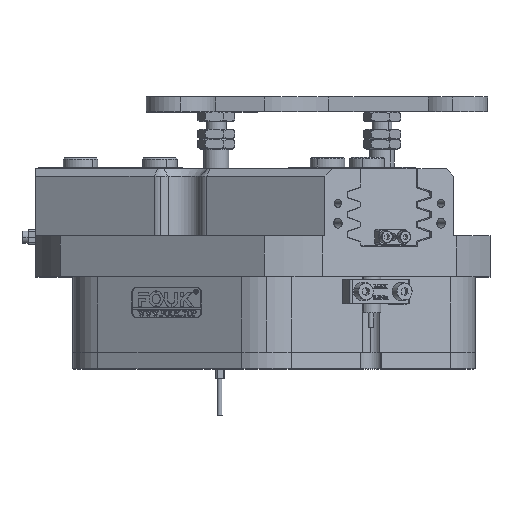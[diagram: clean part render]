
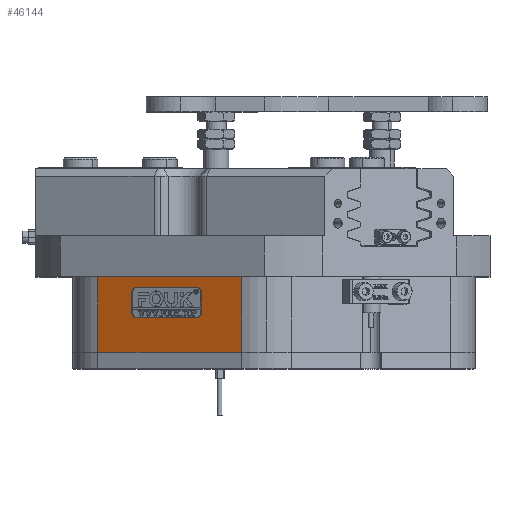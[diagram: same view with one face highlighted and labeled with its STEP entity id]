
A CAD part, top view. The second image highlights one B-rep face of the part: STEP entity #46144.
In plain terms, the highlighted planar face has unit normal (-0.5, 0, 0.866).
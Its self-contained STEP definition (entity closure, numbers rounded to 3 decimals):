
#1736 = CARTESIAN_POINT ( 'NONE',  ( 82., 74., 142.028 ) ) ;
#1825 = DIRECTION ( 'NONE',  ( -0.866, 0., -0.5 ) ) ;
#1988 = EDGE_CURVE ( 'NONE', #21944, #41898, #20124, .T. ) ;
#3025 = VERTEX_POINT ( 'NONE', #37572 ) ;
#3214 = VERTEX_POINT ( 'NONE', #7839 ) ;
#4478 = DIRECTION ( 'NONE',  ( 0., 1., 0. ) ) ;
#4641 = DIRECTION ( 'NONE',  ( 0.866, 0., 0.5 ) ) ;
#4727 = CARTESIAN_POINT ( 'NONE',  ( -28.356, 16.1, 78.314 ) ) ;
#4777 = VECTOR ( 'NONE', #41022, 1000. ) ;
#4825 = CARTESIAN_POINT ( 'NONE',  ( -41., 30.5, 71.014 ) ) ;
#5568 = CARTESIAN_POINT ( 'NONE',  ( -28.356, 24.1, 78.314 ) ) ;
#6146 = CARTESIAN_POINT ( 'NONE',  ( -70., 30.5, 54.271 ) ) ;
#7052 = LINE ( 'NONE', #4825, #55322 ) ;
#7839 = CARTESIAN_POINT ( 'NONE',  ( -56.242, 24.1, 62.214 ) ) ;
#9808 = VERTEX_POINT ( 'NONE', #6146 ) ;
#10358 = EDGE_CURVE ( 'NONE', #3025, #34361, #24856, .T. ) ;
#11214 = CARTESIAN_POINT ( 'NONE',  ( -12., 74., 87.757 ) ) ;
#12311 = CIRCLE ( 'NONE', #49468, 2.1 ) ;
#12375 = CIRCLE ( 'NONE', #44057, 2.1 ) ;
#13004 = CARTESIAN_POINT ( 'NONE',  ( -54.423, 14., 63.264 ) ) ;
#13248 = VECTOR ( 'NONE', #14563, 1000. ) ;
#13299 = EDGE_CURVE ( 'NONE', #3214, #3025, #49695, .T. ) ;
#13672 = ORIENTED_EDGE ( 'NONE', *, *, #1988, .T. ) ;
#14283 = CARTESIAN_POINT ( 'NONE',  ( 82., 0., 142.028 ) ) ;
#14563 = DIRECTION ( 'NONE',  ( 0., -1., 0. ) ) ;
#14767 = ORIENTED_EDGE ( 'NONE', *, *, #36021, .T. ) ;
#14918 = VERTEX_POINT ( 'NONE', #4727 ) ;
#15571 = AXIS2_PLACEMENT_3D ( 'NONE', #1736, #28105, #55447 ) ;
#15638 = DIRECTION ( 'NONE',  ( 0.866, 0., 0.5 ) ) ;
#17209 = AXIS2_PLACEMENT_3D ( 'NONE', #34124, #42706, #20870 ) ;
#18429 = LINE ( 'NONE', #53358, #52021 ) ;
#19433 = ORIENTED_EDGE ( 'NONE', *, *, #34229, .F. ) ;
#20124 = LINE ( 'NONE', #11214, #54364 ) ;
#20724 = DIRECTION ( 'NONE',  ( 0.866, 0., 0.5 ) ) ;
#20870 = DIRECTION ( 'NONE',  ( -0.866, 0., -0.5 ) ) ;
#21944 = VERTEX_POINT ( 'NONE', #36143 ) ;
#23682 = CARTESIAN_POINT ( 'NONE',  ( -30.175, 26.2, 77.264 ) ) ;
#23781 = VERTEX_POINT ( 'NONE', #38660 ) ;
#24276 = ORIENTED_EDGE ( 'NONE', *, *, #34565, .T. ) ;
#24618 = CARTESIAN_POINT ( 'NONE',  ( -30.175, 14., 77.264 ) ) ;
#24705 = CARTESIAN_POINT ( 'NONE',  ( -30.175, 14., 77.264 ) ) ;
#24856 = LINE ( 'NONE', #55880, #48573 ) ;
#25654 = EDGE_CURVE ( 'NONE', #14918, #28130, #27308, .T. ) ;
#25808 = DIRECTION ( 'NONE',  ( 0.5, 0., -0.866 ) ) ;
#27002 = DIRECTION ( 'NONE',  ( 0., -1., 0. ) ) ;
#27308 = CIRCLE ( 'NONE', #17209, 2.1 ) ;
#28105 = DIRECTION ( 'NONE',  ( -0.5, 0., 0.866 ) ) ;
#28130 = VERTEX_POINT ( 'NONE', #24618 ) ;
#29690 = CARTESIAN_POINT ( 'NONE',  ( -30.175, 24.1, 77.264 ) ) ;
#29871 = CARTESIAN_POINT ( 'NONE',  ( -56.242, 16.1, 62.214 ) ) ;
#30125 = VERTEX_POINT ( 'NONE', #13004 ) ;
#33217 = EDGE_CURVE ( 'NONE', #23781, #14918, #50304, .T. ) ;
#34124 = CARTESIAN_POINT ( 'NONE',  ( -30.175, 16.1, 77.264 ) ) ;
#34201 = ORIENTED_EDGE ( 'NONE', *, *, #40407, .F. ) ;
#34229 = EDGE_CURVE ( 'NONE', #21944, #55133, #39043, .T. ) ;
#34361 = VERTEX_POINT ( 'NONE', #23682 ) ;
#34565 = EDGE_CURVE ( 'NONE', #38571, #3214, #53681, .T. ) ;
#36021 = EDGE_CURVE ( 'NONE', #34361, #23781, #12375, .T. ) ;
#36143 = CARTESIAN_POINT ( 'NONE',  ( -12., 0., 87.757 ) ) ;
#37572 = CARTESIAN_POINT ( 'NONE',  ( -54.423, 26.2, 63.264 ) ) ;
#38571 = VERTEX_POINT ( 'NONE', #29871 ) ;
#38660 = CARTESIAN_POINT ( 'NONE',  ( -28.356, 24.1, 78.314 ) ) ;
#39043 = LINE ( 'NONE', #14283, #4777 ) ;
#39089 = FACE_OUTER_BOUND ( 'NONE', #51364, .T. ) ;
#39257 = VECTOR ( 'NONE', #1825, 1000. ) ;
#39792 = ORIENTED_EDGE ( 'NONE', *, *, #40494, .T. ) ;
#40407 = EDGE_CURVE ( 'NONE', #9808, #41898, #7052, .T. ) ;
#40494 = EDGE_CURVE ( 'NONE', #30125, #38571, #12311, .T. ) ;
#41022 = DIRECTION ( 'NONE',  ( -0.866, 0., -0.5 ) ) ;
#41272 = DIRECTION ( 'NONE',  ( 0.5, 0., -0.866 ) ) ;
#41339 = DIRECTION ( 'NONE',  ( -0.866, 0., -0.5 ) ) ;
#41574 = PLANE ( 'NONE',  #15571 ) ;
#41641 = ORIENTED_EDGE ( 'NONE', *, *, #33217, .T. ) ;
#41782 = VECTOR ( 'NONE', #4478, 1000. ) ;
#41898 = VERTEX_POINT ( 'NONE', #43773 ) ;
#41923 = AXIS2_PLACEMENT_3D ( 'NONE', #42041, #41272, #45776 ) ;
#42041 = CARTESIAN_POINT ( 'NONE',  ( -54.423, 24.1, 63.264 ) ) ;
#42706 = DIRECTION ( 'NONE',  ( 0.5, 0., -0.866 ) ) ;
#43559 = EDGE_CURVE ( 'NONE', #28130, #30125, #48320, .T. ) ;
#43773 = CARTESIAN_POINT ( 'NONE',  ( -12., 30.5, 87.757 ) ) ;
#43996 = FACE_BOUND ( 'NONE', #51559, .T. ) ;
#44057 = AXIS2_PLACEMENT_3D ( 'NONE', #29690, #25808, #20724 ) ;
#44109 = CARTESIAN_POINT ( 'NONE',  ( -56.242, 24.1, 62.214 ) ) ;
#45448 = ORIENTED_EDGE ( 'NONE', *, *, #13299, .T. ) ;
#45771 = ORIENTED_EDGE ( 'NONE', *, *, #51177, .T. ) ;
#45776 = DIRECTION ( 'NONE',  ( -0.866, 0., -0.5 ) ) ;
#46144 = ADVANCED_FACE ( 'NONE', ( #39089, #43996 ), #41574, .T. ) ;
#48320 = LINE ( 'NONE', #24705, #39257 ) ;
#48340 = ORIENTED_EDGE ( 'NONE', *, *, #25654, .T. ) ;
#48573 = VECTOR ( 'NONE', #15638, 1000. ) ;
#49468 = AXIS2_PLACEMENT_3D ( 'NONE', #50152, #54448, #41339 ) ;
#49695 = CIRCLE ( 'NONE', #41923, 2.1 ) ;
#50152 = CARTESIAN_POINT ( 'NONE',  ( -54.423, 16.1, 63.264 ) ) ;
#50304 = LINE ( 'NONE', #5568, #13248 ) ;
#51177 = EDGE_CURVE ( 'NONE', #9808, #55133, #18429, .T. ) ;
#51364 = EDGE_LOOP ( 'NONE', ( #34201, #45771, #19433, #13672 ) ) ;
#51559 = EDGE_LOOP ( 'NONE', ( #41641, #48340, #51585, #39792, #24276, #45448, #56116, #14767 ) ) ;
#51585 = ORIENTED_EDGE ( 'NONE', *, *, #43559, .T. ) ;
#51784 = CARTESIAN_POINT ( 'NONE',  ( -70., 0., 54.271 ) ) ;
#52021 = VECTOR ( 'NONE', #27002, 1000. ) ;
#53358 = CARTESIAN_POINT ( 'NONE',  ( -70., 74., 54.271 ) ) ;
#53681 = LINE ( 'NONE', #44109, #41782 ) ;
#54364 = VECTOR ( 'NONE', #56156, 1000. ) ;
#54448 = DIRECTION ( 'NONE',  ( 0.5, 0., -0.866 ) ) ;
#55133 = VERTEX_POINT ( 'NONE', #51784 ) ;
#55322 = VECTOR ( 'NONE', #4641, 1000. ) ;
#55447 = DIRECTION ( 'NONE',  ( 0.866, 0., 0.5 ) ) ;
#55880 = CARTESIAN_POINT ( 'NONE',  ( -30.175, 26.2, 77.264 ) ) ;
#56116 = ORIENTED_EDGE ( 'NONE', *, *, #10358, .T. ) ;
#56156 = DIRECTION ( 'NONE',  ( 0., 1., 0. ) ) ;
